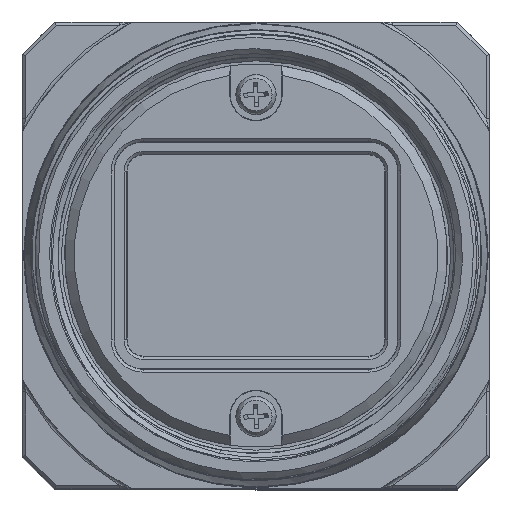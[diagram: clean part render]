
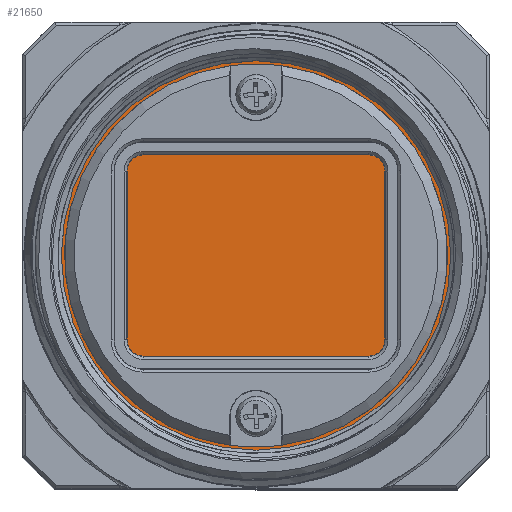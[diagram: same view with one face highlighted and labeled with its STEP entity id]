
A CAD part, top view. The second image highlights one B-rep face of the part: STEP entity #21650.
In plain terms, the highlighted planar face has unit normal (0, 0, 1).
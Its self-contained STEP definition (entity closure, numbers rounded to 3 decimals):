
#288 = CARTESIAN_POINT ( 'NONE',  ( 0., 0., 6. ) ) ;
#2483 = CARTESIAN_POINT ( 'NONE',  ( -12.1, 0., 6. ) ) ;
#3271 = DIRECTION ( 'NONE',  ( 0., 0., 1. ) ) ;
#4170 = FACE_OUTER_BOUND ( 'NONE', #4699, .T. ) ;
#4227 = EDGE_CURVE ( 'NONE', #25267, #25267, #21653, .T. ) ;
#4699 = EDGE_LOOP ( 'NONE', ( #28676 ) ) ;
#5868 = AXIS2_PLACEMENT_3D ( 'NONE', #288, #3271, #18080 ) ;
#7708 = DIRECTION ( 'NONE',  ( 0., 0., 1. ) ) ;
#9870 = DIRECTION ( 'NONE',  ( -1., 0., 0. ) ) ;
#14202 = AXIS2_PLACEMENT_3D ( 'NONE', #20180, #7708, #9870 ) ;
#18080 = DIRECTION ( 'NONE',  ( 1., 0., 0. ) ) ;
#20180 = CARTESIAN_POINT ( 'NONE',  ( 0., 0., 6. ) ) ;
#21650 = ADVANCED_FACE ( 'NONE', ( #4170 ), #24461, .T. ) ;
#21653 = CIRCLE ( 'NONE', #14202, 12.1 ) ;
#24461 = PLANE ( 'NONE',  #5868 ) ;
#25267 = VERTEX_POINT ( 'NONE', #2483 ) ;
#28676 = ORIENTED_EDGE ( 'NONE', *, *, #4227, .T. ) ;
